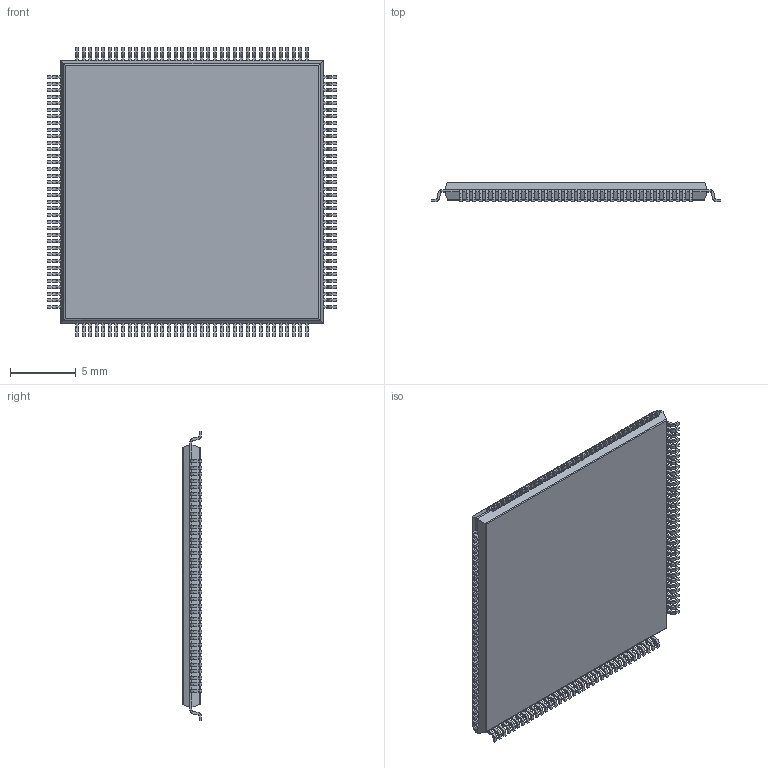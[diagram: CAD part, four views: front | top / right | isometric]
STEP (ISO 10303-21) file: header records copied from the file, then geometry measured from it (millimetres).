
FILE_DESCRIPTION(('STEP AP242'),'1');
FILE_NAME('stm32f767zit6.stp','2021-05-22T06:28:01',('TraceParts'),('TraceParts S.A.'),'Spatial InterOp 3D',' ',' ');
FILE_SCHEMA(('AP242_MANAGED_MODEL_BASED_3D_ENGINEERING_MIM_LF {1 0 10303 442 1 1 4}'));
Length unit declared in the file: millimetre
Products named in the file (1): stm32f767zit6
Bounding box: 22 x 1.48 x 22 mm (x, y, z)
Volume: 554.8 mm3; surface area: 1041.7 mm2
Topology: 1 solids, 1 shells, 1897 faces, 5378 edges, 3484 vertices
Faces by surface type: plane 1311, cylinder 586
Entity records: 76156 total; most frequent: CARTESIAN_POINT 10760, ORIENTED_EDGE 10756, DIRECTION 10338, EDGE_CURVE 5378, LINE 4214, VECTOR 4214, VERTEX_POINT 3484, AXIS2_PLACEMENT_3D 3062
